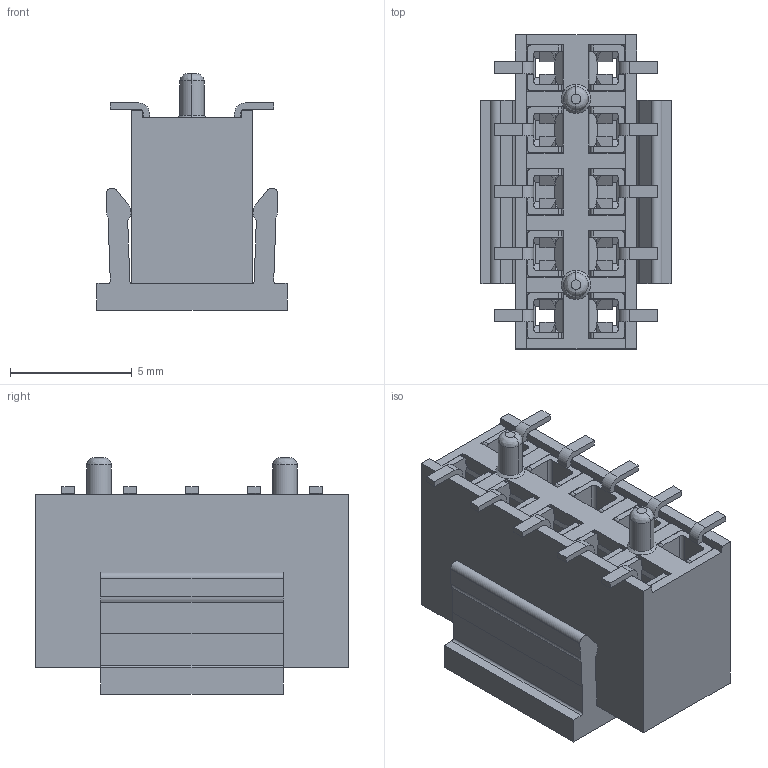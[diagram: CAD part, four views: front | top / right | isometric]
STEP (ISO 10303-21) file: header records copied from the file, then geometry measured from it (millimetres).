
FILE_DESCRIPTION((''),'2;1');
FILE_NAME('SPGFZ_ASM','2023-11-23T',('PLALX-SALES6'),(''),'PRO/ENGINEER BY PARAMETRIC TECHNOLOGY CORPORATION, 2015440','PRO/ENGINEER BY PARAMETRIC TECHNOLOGY CORPORATION, 2015440','');
FILE_SCHEMA(('AUTOMOTIVE_DESIGN { 1 0 10303 214 1 1 1 1 }'));
Length unit declared in the file: millimetre
Products named in the file (6): SJ3_1_1; DZ4_1_1; PAD3_1_1; ASM0003_ASM_1_ASM_1_ASM; SPGFZ-10S-B-1-R_ASM_1_ASM; SPGFZ_ASM
Assembly tree (14 placements, depth 4):
  SPGFZ_ASM
    SPGFZ-10S-B-1-R_ASM_1_ASM
      ASM0003_ASM_1_ASM_1_ASM
        SJ3_1_1
        DZ4_1_1  x10
        PAD3_1_1
Bounding box: 7.8 x 12.86 x 9.7 mm (x, y, z)
Volume: 423.3 mm3; surface area: 1457.3 mm2
Topology: 12 solids, 12 shells, 983 faces, 2951 edges, 1994 vertices
Faces by surface type: plane 741, cylinder 234, cone 4, bspline 4
Entity records: 15341 total; most frequent: CARTESIAN_POINT 2270, ORIENTED_EDGE 2014, DIRECTION 1892, PRESENTATION_STYLE_ASSIGNMENT 1039, STYLED_ITEM 1039, CURVE_STYLE 1007, EDGE_CURVE 1007, VECTOR 888
